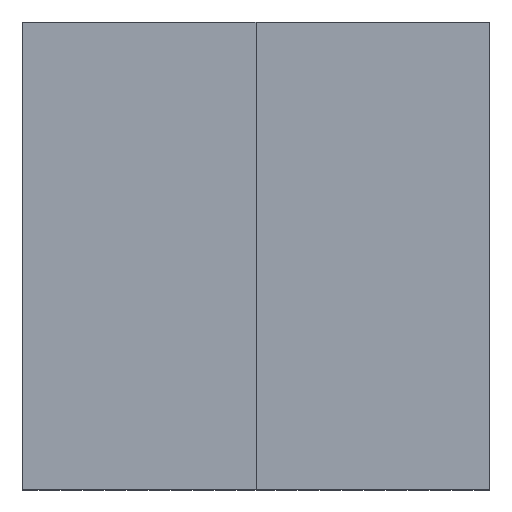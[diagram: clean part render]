
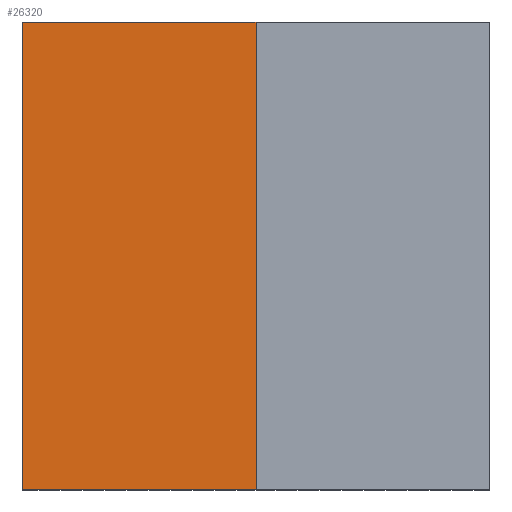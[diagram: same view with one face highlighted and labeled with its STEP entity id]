
A CAD part, top view. The second image highlights one B-rep face of the part: STEP entity #26320.
In plain terms, the highlighted planar face has unit normal (0, 0, 1).
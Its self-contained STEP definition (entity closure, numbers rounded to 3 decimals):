
#1274=FACE_OUTER_BOUND('',#2568,.T.);
#2568=EDGE_LOOP('',(#23334,#23335,#23336,#23337));
#6144=LINE('',#41037,#9882);
#6147=LINE('',#41043,#9885);
#6150=LINE('',#41049,#9888);
#6153=LINE('',#41053,#9891);
#9882=VECTOR('',#33595,10.);
#9885=VECTOR('',#33600,10.);
#9888=VECTOR('',#33605,10.);
#9891=VECTOR('',#33610,10.);
#12458=VERTEX_POINT('',#41034);
#12459=VERTEX_POINT('',#41036);
#12461=VERTEX_POINT('',#41042);
#12463=VERTEX_POINT('',#41048);
#16108=EDGE_CURVE('',#12459,#12458,#6144,.T.);
#16111=EDGE_CURVE('',#12461,#12459,#6147,.T.);
#16114=EDGE_CURVE('',#12463,#12461,#6150,.T.);
#16117=EDGE_CURVE('',#12458,#12463,#6153,.T.);
#23334=ORIENTED_EDGE('',*,*,#16117,.T.);
#23335=ORIENTED_EDGE('',*,*,#16114,.T.);
#23336=ORIENTED_EDGE('',*,*,#16111,.T.);
#23337=ORIENTED_EDGE('',*,*,#16108,.T.);
#25034=PLANE('',#27649);
#26320=ADVANCED_FACE('',(#1274),#25034,.T.);
#27649=AXIS2_PLACEMENT_3D('',#41054,#33611,#33612);
#33595=DIRECTION('',(1.,0.,0.));
#33600=DIRECTION('',(0.,-1.,0.));
#33605=DIRECTION('',(-1.,0.,0.));
#33610=DIRECTION('',(0.,1.,0.));
#33611=DIRECTION('center_axis',(0.,0.,1.));
#33612=DIRECTION('ref_axis',(1.,0.,0.));
#41034=CARTESIAN_POINT('',(0.,-297.5,400.));
#41036=CARTESIAN_POINT('',(-297.5,-297.5,400.));
#41037=CARTESIAN_POINT('',(-297.5,-297.5,400.));
#41042=CARTESIAN_POINT('',(-297.5,297.5,400.));
#41043=CARTESIAN_POINT('',(-297.5,297.5,400.));
#41048=CARTESIAN_POINT('',(0.,297.5,400.));
#41049=CARTESIAN_POINT('',(0.,297.5,400.));
#41053=CARTESIAN_POINT('',(0.,-297.5,400.));
#41054=CARTESIAN_POINT('Origin',(-148.75,0.,400.));
